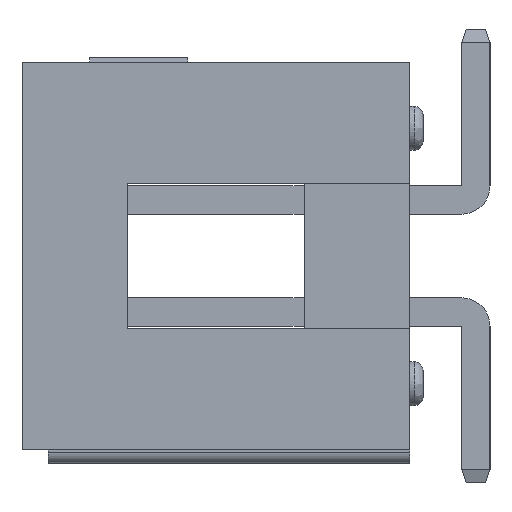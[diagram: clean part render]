
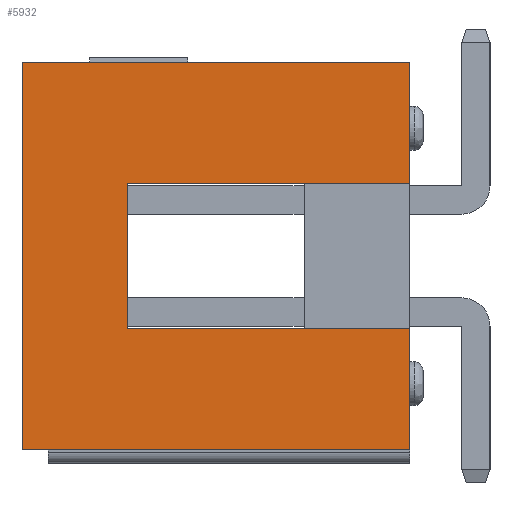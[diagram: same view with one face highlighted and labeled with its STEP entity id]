
A CAD part, left-side view. The second image highlights one B-rep face of the part: STEP entity #5932.
In plain terms, the highlighted planar face has unit normal (-1, 0, 0).
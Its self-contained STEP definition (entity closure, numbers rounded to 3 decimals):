
#178 = CARTESIAN_POINT ( 'NONE',  ( 24.369, 0., 0. ) ) ;
#204 = VERTEX_POINT ( 'NONE', #9925 ) ;
#211 = VERTEX_POINT ( 'NONE', #10049 ) ;
#239 = CARTESIAN_POINT ( 'NONE',  ( 24.369, 46.33, -2.75 ) ) ;
#422 = ORIENTED_EDGE ( 'NONE', *, *, #11943, .F. ) ;
#693 = CARTESIAN_POINT ( 'NONE',  ( 24.369, 55.13, -8.8 ) ) ;
#939 = CARTESIAN_POINT ( 'NONE',  ( 24.369, 55.13, 0. ) ) ;
#1133 = VECTOR ( 'NONE', #7005, 1000. ) ;
#1149 = DIRECTION ( 'NONE',  ( 0., 0., -1. ) ) ;
#1684 = ORIENTED_EDGE ( 'NONE', *, *, #4222, .F. ) ;
#1871 = FACE_OUTER_BOUND ( 'NONE', #5722, .T. ) ;
#2127 = LINE ( 'NONE', #13948, #1133 ) ;
#2219 = VECTOR ( 'NONE', #15246, 1000. ) ;
#2301 = LINE ( 'NONE', #15085, #2219 ) ;
#2358 = VECTOR ( 'NONE', #14458, 1000. ) ;
#2419 = AXIS2_PLACEMENT_3D ( 'NONE', #178, #13667, #1149 ) ;
#2449 = CARTESIAN_POINT ( 'NONE',  ( 24.369, 52.73, 0. ) ) ;
#3081 = ORIENTED_EDGE ( 'NONE', *, *, #12553, .F. ) ;
#3360 = VERTEX_POINT ( 'NONE', #9973 ) ;
#3642 = DIRECTION ( 'NONE',  ( 0., 0., -1. ) ) ;
#4222 = EDGE_CURVE ( 'NONE', #211, #9145, #14558, .T. ) ;
#5073 = CARTESIAN_POINT ( 'NONE',  ( 24.369, 55.13, -8.8 ) ) ;
#5162 = VECTOR ( 'NONE', #6453, 1000. ) ;
#5262 = ORIENTED_EDGE ( 'NONE', *, *, #12292, .F. ) ;
#5722 = EDGE_LOOP ( 'NONE', ( #1684, #422, #3081, #5262, #15619, #6884, #13677, #11722 ) ) ;
#5932 = ADVANCED_FACE ( 'NONE', ( #1871 ), #7331, .F. ) ;
#6001 = VECTOR ( 'NONE', #3642, 1000. ) ;
#6104 = LINE ( 'NONE', #2449, #6001 ) ;
#6130 = VERTEX_POINT ( 'NONE', #239 ) ;
#6233 = DIRECTION ( 'NONE',  ( 0., 1., 0. ) ) ;
#6234 = EDGE_CURVE ( 'NONE', #14946, #6130, #11267, .T. ) ;
#6453 = DIRECTION ( 'NONE',  ( 0., 0., 1. ) ) ;
#6884 = ORIENTED_EDGE ( 'NONE', *, *, #6234, .F. ) ;
#7005 = DIRECTION ( 'NONE',  ( 0., -1., 0. ) ) ;
#7014 = EDGE_CURVE ( 'NONE', #15450, #14946, #2127, .T. ) ;
#7327 = CARTESIAN_POINT ( 'NONE',  ( 24.369, 0., -2.75 ) ) ;
#7331 = PLANE ( 'NONE',  #2419 ) ;
#7808 = VERTEX_POINT ( 'NONE', #10849 ) ;
#7813 = LINE ( 'NONE', #7327, #7936 ) ;
#7925 = LINE ( 'NONE', #5073, #5162 ) ;
#7936 = VECTOR ( 'NONE', #6233, 1000. ) ;
#9145 = VERTEX_POINT ( 'NONE', #693 ) ;
#9925 = CARTESIAN_POINT ( 'NONE',  ( 24.369, 52.73, -2.75 ) ) ;
#9973 = CARTESIAN_POINT ( 'NONE',  ( 24.369, 46.33, -6.05 ) ) ;
#10049 = CARTESIAN_POINT ( 'NONE',  ( 24.369, 46.33, -8.8 ) ) ;
#10302 = VECTOR ( 'NONE', #14370, 1000. ) ;
#10699 = DIRECTION ( 'NONE',  ( 0., 0., -1. ) ) ;
#10761 = CARTESIAN_POINT ( 'NONE',  ( 24.369, 46.33, -2.75 ) ) ;
#10849 = CARTESIAN_POINT ( 'NONE',  ( 24.369, 52.73, -6.05 ) ) ;
#11267 = LINE ( 'NONE', #14959, #2358 ) ;
#11518 = LINE ( 'NONE', #10761, #11602 ) ;
#11602 = VECTOR ( 'NONE', #10699, 1000. ) ;
#11722 = ORIENTED_EDGE ( 'NONE', *, *, #15608, .F. ) ;
#11943 = EDGE_CURVE ( 'NONE', #3360, #211, #11518, .T. ) ;
#12168 = EDGE_CURVE ( 'NONE', #6130, #204, #7813, .T. ) ;
#12292 = EDGE_CURVE ( 'NONE', #204, #7808, #6104, .T. ) ;
#12553 = EDGE_CURVE ( 'NONE', #7808, #3360, #2301, .T. ) ;
#13667 = DIRECTION ( 'NONE',  ( 1., 0., 0. ) ) ;
#13677 = ORIENTED_EDGE ( 'NONE', *, *, #7014, .F. ) ;
#13948 = CARTESIAN_POINT ( 'NONE',  ( 24.369, 0., 0. ) ) ;
#14370 = DIRECTION ( 'NONE',  ( 0., 1., 0. ) ) ;
#14458 = DIRECTION ( 'NONE',  ( 0., 0., -1. ) ) ;
#14558 = LINE ( 'NONE', #14688, #10302 ) ;
#14688 = CARTESIAN_POINT ( 'NONE',  ( 24.369, 55.13, -8.8 ) ) ;
#14946 = VERTEX_POINT ( 'NONE', #15235 ) ;
#14959 = CARTESIAN_POINT ( 'NONE',  ( 24.369, 46.33, -2.75 ) ) ;
#15085 = CARTESIAN_POINT ( 'NONE',  ( 24.369, 0., -6.05 ) ) ;
#15235 = CARTESIAN_POINT ( 'NONE',  ( 24.369, 46.33, 0. ) ) ;
#15246 = DIRECTION ( 'NONE',  ( 0., -1., 0. ) ) ;
#15450 = VERTEX_POINT ( 'NONE', #939 ) ;
#15608 = EDGE_CURVE ( 'NONE', #9145, #15450, #7925, .T. ) ;
#15619 = ORIENTED_EDGE ( 'NONE', *, *, #12168, .F. ) ;
